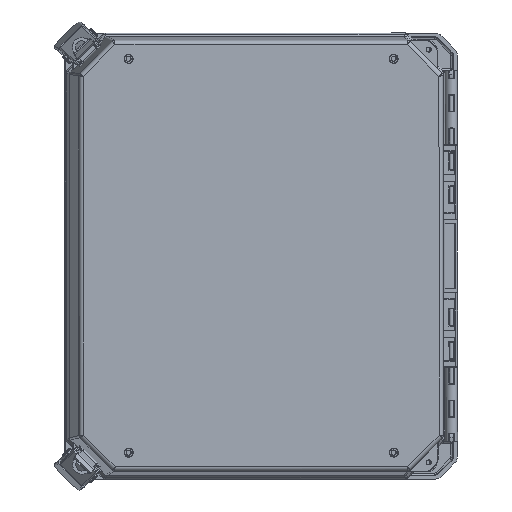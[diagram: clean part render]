
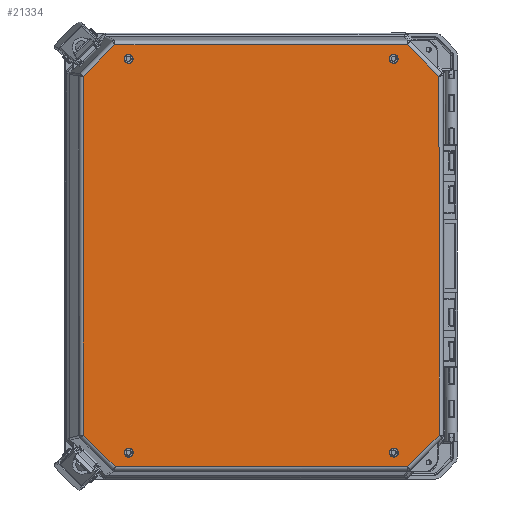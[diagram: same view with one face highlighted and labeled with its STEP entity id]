
A CAD part, top view. The second image highlights one B-rep face of the part: STEP entity #21334.
In plain terms, the highlighted face is planar.
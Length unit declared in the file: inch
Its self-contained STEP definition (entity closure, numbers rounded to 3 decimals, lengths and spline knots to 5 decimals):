
#95 = DIRECTION ( 'NONE',  ( 0., -1., -0.017 ) ) ;
#1180 = LINE ( 'NONE', #51177, #96612 ) ;
#1729 = VECTOR ( 'NONE', #65712, 39.37008 ) ;
#2358 = AXIS2_PLACEMENT_3D ( 'NONE', #3045, #54853, #84447 ) ;
#2496 = AXIS2_PLACEMENT_3D ( 'NONE', #15047, #58527, #5730 ) ;
#3045 = CARTESIAN_POINT ( 'NONE',  ( -0.83236, 0.14467, -6.29525 ) ) ;
#3309 = EDGE_CURVE ( 'NONE', #29840, #63584, #21157, .T. ) ;
#3343 = LINE ( 'NONE', #18598, #39181 ) ;
#3830 = DIRECTION ( 'NONE',  ( -0.707, 0.707, 0.025 ) ) ;
#4114 = EDGE_CURVE ( 'NONE', #93653, #97127, #27483, .T. ) ;
#4325 = CARTESIAN_POINT ( 'NONE',  ( 0.53487, 6.08318, -6.21548 ) ) ;
#4745 = EDGE_CURVE ( 'NONE', #17289, #39936, #89055, .T. ) ;
#5528 = CARTESIAN_POINT ( 'NONE',  ( 0.53487, 0.67073, -6.30994 ) ) ;
#5574 = EDGE_CURVE ( 'NONE', #97127, #93653, #41838, .T. ) ;
#5730 = DIRECTION ( 'NONE',  ( 0., -1., -0.017 ) ) ;
#6242 = EDGE_CURVE ( 'NONE', #20093, #81858, #68694, .T. ) ;
#7298 = VECTOR ( 'NONE', #53901, 39.37008 ) ;
#8541 = CARTESIAN_POINT ( 'NONE',  ( -10.19837, 0.66746, -6.12262 ) ) ;
#9627 = CIRCLE ( 'NONE', #31646, 0.136 ) ;
#10201 = CARTESIAN_POINT ( 'NONE',  ( 0.53487, 11.49564, -6.12102 ) ) ;
#10230 = CARTESIAN_POINT ( 'NONE',  ( -0.83236, 0.14467, -6.29525 ) ) ;
#10647 = ORIENTED_EDGE ( 'NONE', *, *, #52253, .T. ) ;
#12662 = ORIENTED_EDGE ( 'NONE', *, *, #31355, .T. ) ;
#12819 = CARTESIAN_POINT ( 'NONE',  ( -0.42014, 12.45036, -6.08768 ) ) ;
#13414 = VERTEX_POINT ( 'NONE', #90440 ) ;
#13929 = ORIENTED_EDGE ( 'NONE', *, *, #4745, .T. ) ;
#14935 = FACE_BOUND ( 'NONE', #92019, .T. ) ;
#15047 = CARTESIAN_POINT ( 'NONE',  ( -8.83114, 12.01843, -5.94838 ) ) ;
#16428 = CARTESIAN_POINT ( 'NONE',  ( -8.83114, 0.14224, -6.15565 ) ) ;
#16701 = DIRECTION ( 'NONE',  ( -1., 0., 0.017 ) ) ;
#16748 = VERTEX_POINT ( 'NONE', #10201 ) ;
#17167 = CIRCLE ( 'NONE', #97528, 0.136 ) ;
#17289 = VERTEX_POINT ( 'NONE', #72474 ) ;
#18026 = CARTESIAN_POINT ( 'NONE',  ( -9.24336, -0.28726, -6.15595 ) ) ;
#18598 = CARTESIAN_POINT ( 'NONE',  ( -9.24336, -0.28726, -6.15595 ) ) ;
#19133 = EDGE_CURVE ( 'NONE', #76704, #86887, #9627, .T. ) ;
#19280 = EDGE_CURVE ( 'NONE', #43504, #13414, #57337, .T. ) ;
#20093 = VERTEX_POINT ( 'NONE', #52971 ) ;
#21157 = CIRCLE ( 'NONE', #25843, 0.136 ) ;
#21212 = CARTESIAN_POINT ( 'NONE',  ( -0.83236, 12.02086, -6.08798 ) ) ;
#21334 = ADVANCED_FACE ( 'NONE', ( #31203, #82515, #90421, #14935, #38107 ), #60816, .T. ) ;
#21452 = DIRECTION ( 'NONE',  ( 0.707, 0.707, 0. ) ) ;
#22047 = EDGE_LOOP ( 'NONE', ( #10647, #36441, #68608, #32161, #87744, #52806, #30808, #12662 ) ) ;
#22142 = DIRECTION ( 'NONE',  ( 0.707, -0.707, -0.025 ) ) ;
#22630 = LINE ( 'NONE', #75906, #51765 ) ;
#23193 = DIRECTION ( 'NONE',  ( 0.017, -0.017, 1. ) ) ;
#23250 = CARTESIAN_POINT ( 'NONE',  ( -8.83114, 12.01843, -5.94838 ) ) ;
#23299 = DIRECTION ( 'NONE',  ( -0.017, 0.017, -1. ) ) ;
#23781 = CARTESIAN_POINT ( 'NONE',  ( -8.4392, 12.44792, -5.94773 ) ) ;
#23790 = CARTESIAN_POINT ( 'NONE',  ( -8.4392, 6.08045, -6.05886 ) ) ;
#23801 = CARTESIAN_POINT ( 'NONE',  ( 0.53487, 0.67073, -6.30994 ) ) ;
#25031 = CIRCLE ( 'NONE', #43986, 0.136 ) ;
#25843 = AXIS2_PLACEMENT_3D ( 'NONE', #42901, #73025, #35507 ) ;
#26401 = EDGE_CURVE ( 'NONE', #86887, #76704, #82605, .T. ) ;
#27483 = CIRCLE ( 'NONE', #68483, 0.136 ) ;
#27492 = VECTOR ( 'NONE', #21452, 39.37008 ) ;
#28571 = ORIENTED_EDGE ( 'NONE', *, *, #4114, .T. ) ;
#29099 = DIRECTION ( 'NONE',  ( 0., -1., -0.017 ) ) ;
#29808 = CARTESIAN_POINT ( 'NONE',  ( -10.19837, 11.49237, -5.9337 ) ) ;
#29840 = VERTEX_POINT ( 'NONE', #51281 ) ;
#30540 = EDGE_LOOP ( 'NONE', ( #96308, #57568 ) ) ;
#30808 = ORIENTED_EDGE ( 'NONE', *, *, #32614, .T. ) ;
#31203 = FACE_OUTER_BOUND ( 'NONE', #22047, .T. ) ;
#31263 = DIRECTION ( 'NONE',  ( 0., 1., 0.017 ) ) ;
#31355 = EDGE_CURVE ( 'NONE', #80845, #37316, #3343, .T. ) ;
#31646 = AXIS2_PLACEMENT_3D ( 'NONE', #16428, #53438, #83519 ) ;
#32161 = ORIENTED_EDGE ( 'NONE', *, *, #47742, .T. ) ;
#32614 = EDGE_CURVE ( 'NONE', #13414, #80845, #22630, .T. ) ;
#33962 = EDGE_CURVE ( 'NONE', #39936, #17289, #25031, .T. ) ;
#35507 = DIRECTION ( 'NONE',  ( 0., -1., -0.017 ) ) ;
#36441 = ORIENTED_EDGE ( 'NONE', *, *, #59939, .T. ) ;
#36587 = AXIS2_PLACEMENT_3D ( 'NONE', #23790, #23299, #45027 ) ;
#37316 = VERTEX_POINT ( 'NONE', #8541 ) ;
#38107 = FACE_BOUND ( 'NONE', #30540, .T. ) ;
#39181 = VECTOR ( 'NONE', #3830, 39.37008 ) ;
#39936 = VERTEX_POINT ( 'NONE', #51227 ) ;
#41838 = CIRCLE ( 'NONE', #2496, 0.136 ) ;
#42901 = CARTESIAN_POINT ( 'NONE',  ( -0.83236, 12.02086, -6.08798 ) ) ;
#43504 = VERTEX_POINT ( 'NONE', #23801 ) ;
#43986 = AXIS2_PLACEMENT_3D ( 'NONE', #10230, #71385, #56561 ) ;
#45027 = DIRECTION ( 'NONE',  ( -1., 0., 0.017 ) ) ;
#45103 = LINE ( 'NONE', #29808, #27492 ) ;
#45949 = DIRECTION ( 'NONE',  ( 0.017, -0.017, 1. ) ) ;
#45995 = EDGE_CURVE ( 'NONE', #63584, #29840, #17167, .T. ) ;
#47742 = EDGE_CURVE ( 'NONE', #81858, #16748, #53210, .T. ) ;
#48829 = EDGE_LOOP ( 'NONE', ( #62427, #28571 ) ) ;
#50465 = CARTESIAN_POINT ( 'NONE',  ( -8.83114, 11.88245, -5.95076 ) ) ;
#50497 = EDGE_CURVE ( 'NONE', #16748, #43504, #79789, .T. ) ;
#51177 = CARTESIAN_POINT ( 'NONE',  ( -10.19837, 6.07991, -6.02816 ) ) ;
#51227 = CARTESIAN_POINT ( 'NONE',  ( -0.69638, 0.14471, -6.29762 ) ) ;
#51281 = CARTESIAN_POINT ( 'NONE',  ( -0.83236, 11.88488, -6.09035 ) ) ;
#51765 = VECTOR ( 'NONE', #16701, 39.37008 ) ;
#52074 = CARTESIAN_POINT ( 'NONE',  ( -10.19837, 11.49237, -5.9337 ) ) ;
#52253 = EDGE_CURVE ( 'NONE', #37316, #89685, #1180, .T. ) ;
#52806 = ORIENTED_EDGE ( 'NONE', *, *, #19280, .T. ) ;
#52971 = CARTESIAN_POINT ( 'NONE',  ( -9.24336, 12.44767, -5.9337 ) ) ;
#53210 = LINE ( 'NONE', #97152, #75673 ) ;
#53297 = CARTESIAN_POINT ( 'NONE',  ( -8.83114, 0.14224, -6.15565 ) ) ;
#53438 = DIRECTION ( 'NONE',  ( 0.017, -0.017, 1. ) ) ;
#53901 = DIRECTION ( 'NONE',  ( 1., 0., -0.017 ) ) ;
#54853 = DIRECTION ( 'NONE',  ( 0.017, -0.017, 1. ) ) ;
#56561 = DIRECTION ( 'NONE',  ( 1., 0., -0.017 ) ) ;
#56949 = CARTESIAN_POINT ( 'NONE',  ( -8.96712, 0.14219, -6.15328 ) ) ;
#57337 = LINE ( 'NONE', #5528, #1729 ) ;
#57568 = ORIENTED_EDGE ( 'NONE', *, *, #45995, .T. ) ;
#58527 = DIRECTION ( 'NONE',  ( 0.017, -0.017, 1. ) ) ;
#58743 = DIRECTION ( 'NONE',  ( 0.017, -0.017, 1. ) ) ;
#59939 = EDGE_CURVE ( 'NONE', #89685, #20093, #45103, .T. ) ;
#60816 = PLANE ( 'NONE',  #36587 ) ;
#61960 = ORIENTED_EDGE ( 'NONE', *, *, #26401, .T. ) ;
#62427 = ORIENTED_EDGE ( 'NONE', *, *, #5574, .T. ) ;
#63584 = VERTEX_POINT ( 'NONE', #92979 ) ;
#65305 = AXIS2_PLACEMENT_3D ( 'NONE', #53297, #23193, #90799 ) ;
#65712 = DIRECTION ( 'NONE',  ( -0.707, -0.707, 0. ) ) ;
#68483 = AXIS2_PLACEMENT_3D ( 'NONE', #23250, #45949, #95 ) ;
#68608 = ORIENTED_EDGE ( 'NONE', *, *, #6242, .T. ) ;
#68659 = CARTESIAN_POINT ( 'NONE',  ( -8.83114, 12.15441, -5.94601 ) ) ;
#68694 = LINE ( 'NONE', #23781, #7298 ) ;
#71385 = DIRECTION ( 'NONE',  ( 0.017, -0.017, 1. ) ) ;
#72474 = CARTESIAN_POINT ( 'NONE',  ( -0.96834, 0.14463, -6.29288 ) ) ;
#72909 = ORIENTED_EDGE ( 'NONE', *, *, #33962, .T. ) ;
#73025 = DIRECTION ( 'NONE',  ( 0.017, -0.017, 1. ) ) ;
#75673 = VECTOR ( 'NONE', #22142, 39.37008 ) ;
#75906 = CARTESIAN_POINT ( 'NONE',  ( -8.4392, -0.28702, -6.16999 ) ) ;
#76704 = VERTEX_POINT ( 'NONE', #77011 ) ;
#77011 = CARTESIAN_POINT ( 'NONE',  ( -8.69516, 0.14228, -6.15802 ) ) ;
#79789 = LINE ( 'NONE', #4325, #94904 ) ;
#80823 = ORIENTED_EDGE ( 'NONE', *, *, #19133, .T. ) ;
#80845 = VERTEX_POINT ( 'NONE', #18026 ) ;
#81858 = VERTEX_POINT ( 'NONE', #12819 ) ;
#82515 = FACE_BOUND ( 'NONE', #48829, .T. ) ;
#82605 = CIRCLE ( 'NONE', #65305, 0.136 ) ;
#83519 = DIRECTION ( 'NONE',  ( 1., 0., -0.017 ) ) ;
#84447 = DIRECTION ( 'NONE',  ( 1., 0., -0.017 ) ) ;
#86887 = VERTEX_POINT ( 'NONE', #56949 ) ;
#87744 = ORIENTED_EDGE ( 'NONE', *, *, #50497, .T. ) ;
#88443 = EDGE_LOOP ( 'NONE', ( #72909, #13929 ) ) ;
#89055 = CIRCLE ( 'NONE', #2358, 0.136 ) ;
#89685 = VERTEX_POINT ( 'NONE', #52074 ) ;
#90421 = FACE_BOUND ( 'NONE', #88443, .T. ) ;
#90440 = CARTESIAN_POINT ( 'NONE',  ( -0.42014, -0.28458, -6.30994 ) ) ;
#90799 = DIRECTION ( 'NONE',  ( 1., 0., -0.017 ) ) ;
#92019 = EDGE_LOOP ( 'NONE', ( #80823, #61960 ) ) ;
#92979 = CARTESIAN_POINT ( 'NONE',  ( -0.83236, 12.15684, -6.08561 ) ) ;
#93653 = VERTEX_POINT ( 'NONE', #68659 ) ;
#94904 = VECTOR ( 'NONE', #95576, 39.37008 ) ;
#95576 = DIRECTION ( 'NONE',  ( 0., -1., -0.017 ) ) ;
#96308 = ORIENTED_EDGE ( 'NONE', *, *, #3309, .T. ) ;
#96612 = VECTOR ( 'NONE', #31263, 39.37008 ) ;
#97127 = VERTEX_POINT ( 'NONE', #50465 ) ;
#97152 = CARTESIAN_POINT ( 'NONE',  ( -0.42014, 12.45036, -6.08768 ) ) ;
#97528 = AXIS2_PLACEMENT_3D ( 'NONE', #21212, #58743, #29099 ) ;
